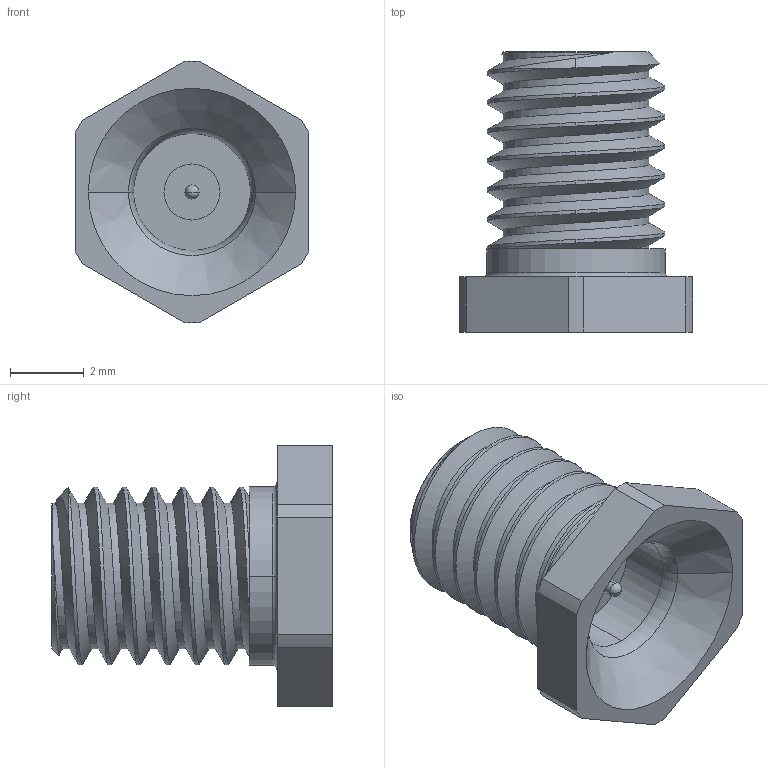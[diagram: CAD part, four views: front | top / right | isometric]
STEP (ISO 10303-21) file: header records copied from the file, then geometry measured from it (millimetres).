
FILE_DESCRIPTION (( 'STEP AP203' ), '1' );
FILE_NAME ('SM8794.step', '2018-10-01T16:11:03', ( '' ), ( '' ), 'SwSTEP 2.0', 'SolidWorks 2017', '' );
FILE_SCHEMA (( 'CONFIG_CONTROL_DESIGN' ));
Length unit declared in the file: inch
Products named in the file (1): SM8794
Bounding box: 6.35 x 7.62 x 7.11 mm (x, y, z)
Volume: 89.8 mm3; surface area: 281.7 mm2
Topology: 1 solids, 1 shells, 67 faces, 169 edges, 108 vertices
Faces by surface type: cylinder 35, plane 14, cone 7, torus 4, sphere 4, bspline 3
Entity records: 3471 total; most frequent: CARTESIAN_POINT 1850, ORIENTED_EDGE 330, DIRECTION 325, EDGE_CURVE 165, AXIS2_PLACEMENT_3D 133, VERTEX_POINT 108, EDGE_LOOP 75, CIRCLE 68
